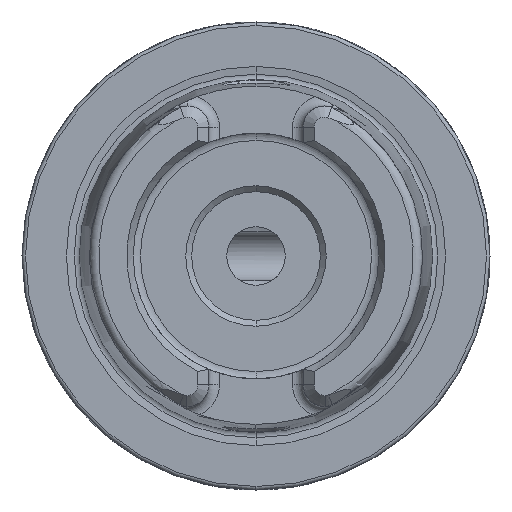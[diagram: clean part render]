
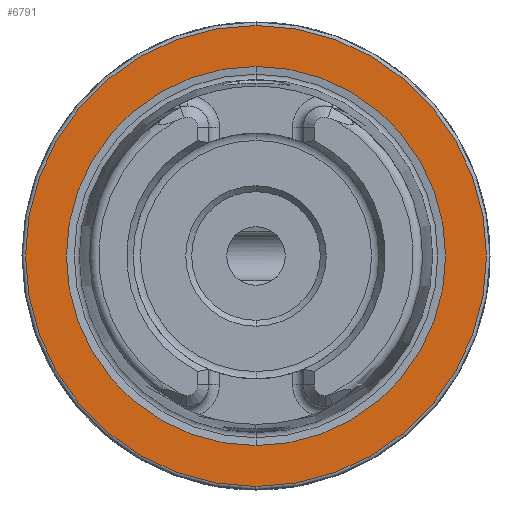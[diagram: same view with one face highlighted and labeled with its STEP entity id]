
A CAD part, left-side view. The second image highlights one B-rep face of the part: STEP entity #6791.
In plain terms, the highlighted planar face has unit normal (-1, 0, 0).
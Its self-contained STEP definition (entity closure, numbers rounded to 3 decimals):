
#226 = EDGE_CURVE ( 'NONE', #9272, #14156, #4028, .T. ) ;
#746 = DIRECTION ( 'NONE',  ( -1., 0., 0. ) ) ;
#1133 = AXIS2_PLACEMENT_3D ( 'NONE', #1203, #9040, #13552 ) ;
#1203 = CARTESIAN_POINT ( 'NONE',  ( 0., 0., 0. ) ) ;
#2324 = AXIS2_PLACEMENT_3D ( 'NONE', #5449, #14634, #12495 ) ;
#2703 = ORIENTED_EDGE ( 'NONE', *, *, #13025, .T. ) ;
#2760 = DIRECTION ( 'NONE',  ( 0., 0., 1. ) ) ;
#3668 = VERTEX_POINT ( 'NONE', #12804 ) ;
#3875 = EDGE_LOOP ( 'NONE', ( #11167, #6877 ) ) ;
#3946 = AXIS2_PLACEMENT_3D ( 'NONE', #4454, #11143, #9009 ) ;
#4028 = CIRCLE ( 'NONE', #13972, 19.7 ) ;
#4454 = CARTESIAN_POINT ( 'NONE',  ( 0., 19.7, 0. ) ) ;
#5321 = CARTESIAN_POINT ( 'NONE',  ( 0., 0., 19.7 ) ) ;
#5388 = AXIS2_PLACEMENT_3D ( 'NONE', #5674, #9035, #9998 ) ;
#5449 = CARTESIAN_POINT ( 'NONE',  ( 0., 0., 0. ) ) ;
#5674 = CARTESIAN_POINT ( 'NONE',  ( 0., 0., 0. ) ) ;
#6791 = ADVANCED_FACE ( 'NONE', ( #13298, #13226 ), #8705, .F. ) ;
#6877 = ORIENTED_EDGE ( 'NONE', *, *, #7449, .F. ) ;
#7159 = CARTESIAN_POINT ( 'NONE',  ( 0., 0., -19.7 ) ) ;
#7314 = CIRCLE ( 'NONE', #1133, 16.207 ) ;
#7449 = EDGE_CURVE ( 'NONE', #3668, #12320, #8734, .T. ) ;
#8454 = EDGE_LOOP ( 'NONE', ( #2703, #11809 ) ) ;
#8639 = CARTESIAN_POINT ( 'NONE',  ( 0., 0., 0. ) ) ;
#8705 = PLANE ( 'NONE',  #3946 ) ;
#8734 = CIRCLE ( 'NONE', #2324, 16.207 ) ;
#9009 = DIRECTION ( 'NONE',  ( 0., 0., -1. ) ) ;
#9035 = DIRECTION ( 'NONE',  ( -1., 0., 0. ) ) ;
#9040 = DIRECTION ( 'NONE',  ( -1., 0., 0. ) ) ;
#9272 = VERTEX_POINT ( 'NONE', #7159 ) ;
#9998 = DIRECTION ( 'NONE',  ( 0., 0., 1. ) ) ;
#10259 = EDGE_CURVE ( 'NONE', #12320, #3668, #7314, .T. ) ;
#11018 = CARTESIAN_POINT ( 'NONE',  ( 0., 0., 16.207 ) ) ;
#11143 = DIRECTION ( 'NONE',  ( 1., 0., 0. ) ) ;
#11167 = ORIENTED_EDGE ( 'NONE', *, *, #10259, .F. ) ;
#11787 = CIRCLE ( 'NONE', #5388, 19.7 ) ;
#11809 = ORIENTED_EDGE ( 'NONE', *, *, #226, .T. ) ;
#12320 = VERTEX_POINT ( 'NONE', #11018 ) ;
#12495 = DIRECTION ( 'NONE',  ( 0., 0., 1. ) ) ;
#12804 = CARTESIAN_POINT ( 'NONE',  ( 0., 0., -16.207 ) ) ;
#13025 = EDGE_CURVE ( 'NONE', #14156, #9272, #11787, .T. ) ;
#13226 = FACE_OUTER_BOUND ( 'NONE', #8454, .T. ) ;
#13298 = FACE_BOUND ( 'NONE', #3875, .T. ) ;
#13552 = DIRECTION ( 'NONE',  ( 0., 0., 1. ) ) ;
#13972 = AXIS2_PLACEMENT_3D ( 'NONE', #8639, #746, #2760 ) ;
#14156 = VERTEX_POINT ( 'NONE', #5321 ) ;
#14634 = DIRECTION ( 'NONE',  ( -1., 0., 0. ) ) ;
